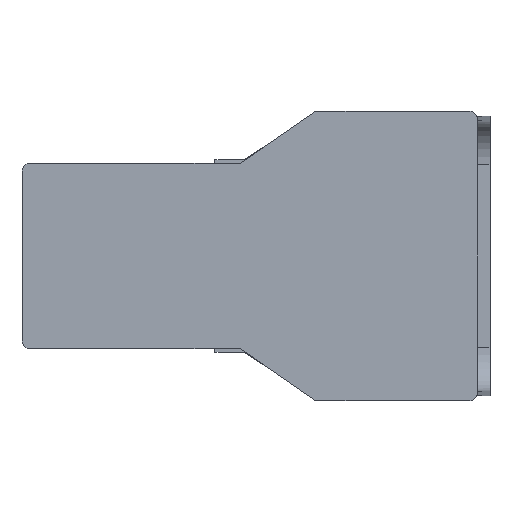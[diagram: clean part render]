
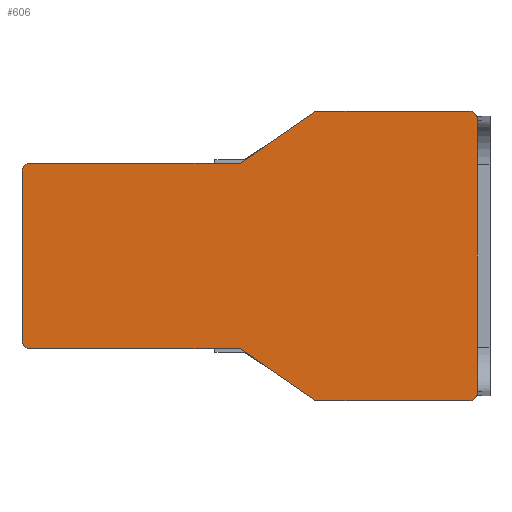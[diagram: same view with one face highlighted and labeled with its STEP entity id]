
A CAD part, front view. The second image highlights one B-rep face of the part: STEP entity #606.
In plain terms, the highlighted planar face has unit normal (0, -1, 0).
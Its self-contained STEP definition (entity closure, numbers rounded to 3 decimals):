
#606 = ADVANCED_FACE( '', ( #1502 ), #1503, .F. );
#1502 = FACE_OUTER_BOUND( '', #2838, .T. );
#1503 = PLANE( '', #2839 );
#2838 = EDGE_LOOP( '', ( #4362, #4363, #4364, #4365, #4366, #4367, #4368, #4369, #4370, #4371, #4372, #4373 ) );
#2839 = AXIS2_PLACEMENT_3D( '', #4374, #4375, #4376 );
#4362 = ORIENTED_EDGE( '', *, *, #7792, .F. );
#4363 = ORIENTED_EDGE( '', *, *, #7683, .F. );
#4364 = ORIENTED_EDGE( '', *, *, #7793, .F. );
#4365 = ORIENTED_EDGE( '', *, *, #7794, .F. );
#4366 = ORIENTED_EDGE( '', *, *, #7795, .F. );
#4367 = ORIENTED_EDGE( '', *, *, #7796, .F. );
#4368 = ORIENTED_EDGE( '', *, *, #7797, .F. );
#4369 = ORIENTED_EDGE( '', *, *, #7798, .F. );
#4370 = ORIENTED_EDGE( '', *, *, #7799, .F. );
#4371 = ORIENTED_EDGE( '', *, *, #7800, .F. );
#4372 = ORIENTED_EDGE( '', *, *, #7801, .F. );
#4373 = ORIENTED_EDGE( '', *, *, #7802, .F. );
#4374 = CARTESIAN_POINT( '', ( -71., 0., -232. ) );
#4375 = DIRECTION( '', ( 0., 1., 0. ) );
#4376 = DIRECTION( '', ( 0., 0., 1. ) );
#7683 = EDGE_CURVE( '', #9056, #9057, #9058, .T. );
#7792 = EDGE_CURVE( '', #9057, #9246, #9247, .T. );
#7793 = EDGE_CURVE( '', #9248, #9056, #9249, .T. );
#7794 = EDGE_CURVE( '', #9250, #9248, #9251, .T. );
#7795 = EDGE_CURVE( '', #9252, #9250, #9253, .T. );
#7796 = EDGE_CURVE( '', #9254, #9252, #9255, .T. );
#7797 = EDGE_CURVE( '', #9256, #9254, #9257, .T. );
#7798 = EDGE_CURVE( '', #9258, #9256, #9259, .T. );
#7799 = EDGE_CURVE( '', #9260, #9258, #9261, .T. );
#7800 = EDGE_CURVE( '', #9262, #9260, #9263, .T. );
#7801 = EDGE_CURVE( '', #9264, #9262, #9265, .T. );
#7802 = EDGE_CURVE( '', #9246, #9264, #9266, .T. );
#9056 = VERTEX_POINT( '', #11081 );
#9057 = VERTEX_POINT( '', #11082 );
#9058 = LINE( '', #11083, #11084 );
#9246 = VERTEX_POINT( '', #11340 );
#9247 = CIRCLE( '', #11341, 4. );
#9248 = VERTEX_POINT( '', #11342 );
#9249 = CIRCLE( '', #11343, 4. );
#9250 = VERTEX_POINT( '', #11344 );
#9251 = LINE( '', #11345, #11346 );
#9252 = VERTEX_POINT( '', #11347 );
#9253 = LINE( '', #11348, #11349 );
#9254 = VERTEX_POINT( '', #11350 );
#9255 = LINE( '', #11351, #11352 );
#9256 = VERTEX_POINT( '', #11353 );
#9257 = CIRCLE( '', #11354, 4. );
#9258 = VERTEX_POINT( '', #11355 );
#9259 = LINE( '', #11356, #11357 );
#9260 = VERTEX_POINT( '', #11358 );
#9261 = CIRCLE( '', #11359, 4. );
#9262 = VERTEX_POINT( '', #11360 );
#9263 = LINE( '', #11361, #11362 );
#9264 = VERTEX_POINT( '', #11363 );
#9265 = LINE( '', #11364, #11365 );
#9266 = LINE( '', #11366, #11367 );
#11081 = CARTESIAN_POINT( '', ( 71., 0., -236. ) );
#11082 = CARTESIAN_POINT( '', ( -71., 0., -236. ) );
#11083 = CARTESIAN_POINT( '', ( 71., 0., -236. ) );
#11084 = VECTOR( '', #13954, 1000. );
#11340 = CARTESIAN_POINT( '', ( -75., 0., -232. ) );
#11341 = AXIS2_PLACEMENT_3D( '', #14071, #14072, #14073 );
#11342 = CARTESIAN_POINT( '', ( 75., 0., -232. ) );
#11343 = AXIS2_PLACEMENT_3D( '', #14074, #14075, #14076 );
#11344 = CARTESIAN_POINT( '', ( 75., 0., -152.25 ) );
#11345 = CARTESIAN_POINT( '', ( 75., 0., -152.25 ) );
#11346 = VECTOR( '', #14077, 1000. );
#11347 = CARTESIAN_POINT( '', ( 48., 0., -113. ) );
#11348 = CARTESIAN_POINT( '', ( 48., 0., -113. ) );
#11349 = VECTOR( '', #14078, 1000. );
#11350 = CARTESIAN_POINT( '', ( 48., 0., -4. ) );
#11351 = CARTESIAN_POINT( '', ( 48., 0., -4. ) );
#11352 = VECTOR( '', #14079, 1000. );
#11353 = CARTESIAN_POINT( '', ( 44., 0., 0. ) );
#11354 = AXIS2_PLACEMENT_3D( '', #14080, #14081, #14082 );
#11355 = CARTESIAN_POINT( '', ( -44., 0., 0. ) );
#11356 = CARTESIAN_POINT( '', ( -44., 0., 0. ) );
#11357 = VECTOR( '', #14083, 1000. );
#11358 = CARTESIAN_POINT( '', ( -48., 0., -4. ) );
#11359 = AXIS2_PLACEMENT_3D( '', #14084, #14085, #14086 );
#11360 = CARTESIAN_POINT( '', ( -48., 0., -113. ) );
#11361 = CARTESIAN_POINT( '', ( -48., 0., -113. ) );
#11362 = VECTOR( '', #14087, 1000. );
#11363 = CARTESIAN_POINT( '', ( -75., 0., -152.25 ) );
#11364 = CARTESIAN_POINT( '', ( -75., 0., -152.25 ) );
#11365 = VECTOR( '', #14088, 1000. );
#11366 = CARTESIAN_POINT( '', ( -75., 0., -232. ) );
#11367 = VECTOR( '', #14089, 1000. );
#13954 = DIRECTION( '', ( -1., 0., 0. ) );
#14071 = CARTESIAN_POINT( '', ( -71., 0., -232. ) );
#14072 = DIRECTION( '', ( 0., 1., 0. ) );
#14073 = DIRECTION( '', ( 1., 0., 0. ) );
#14074 = CARTESIAN_POINT( '', ( 71., 0., -232. ) );
#14075 = DIRECTION( '', ( 0., 1., 0. ) );
#14076 = DIRECTION( '', ( 1., 0., 0. ) );
#14077 = DIRECTION( '', ( 0., 0., -1. ) );
#14078 = DIRECTION( '', ( 0.567, 0., -0.824 ) );
#14079 = DIRECTION( '', ( 0., 0., -1. ) );
#14080 = CARTESIAN_POINT( '', ( 44., 0., -4. ) );
#14081 = DIRECTION( '', ( 0., 1., 0. ) );
#14082 = DIRECTION( '', ( 1., 0., 0. ) );
#14083 = DIRECTION( '', ( 1., 0., 0. ) );
#14084 = CARTESIAN_POINT( '', ( -44., 0., -4. ) );
#14085 = DIRECTION( '', ( 0., 1., 0. ) );
#14086 = DIRECTION( '', ( 1., 0., 0. ) );
#14087 = DIRECTION( '', ( 0., 0., 1. ) );
#14088 = DIRECTION( '', ( 0.567, 0., 0.824 ) );
#14089 = DIRECTION( '', ( 0., 0., 1. ) );
